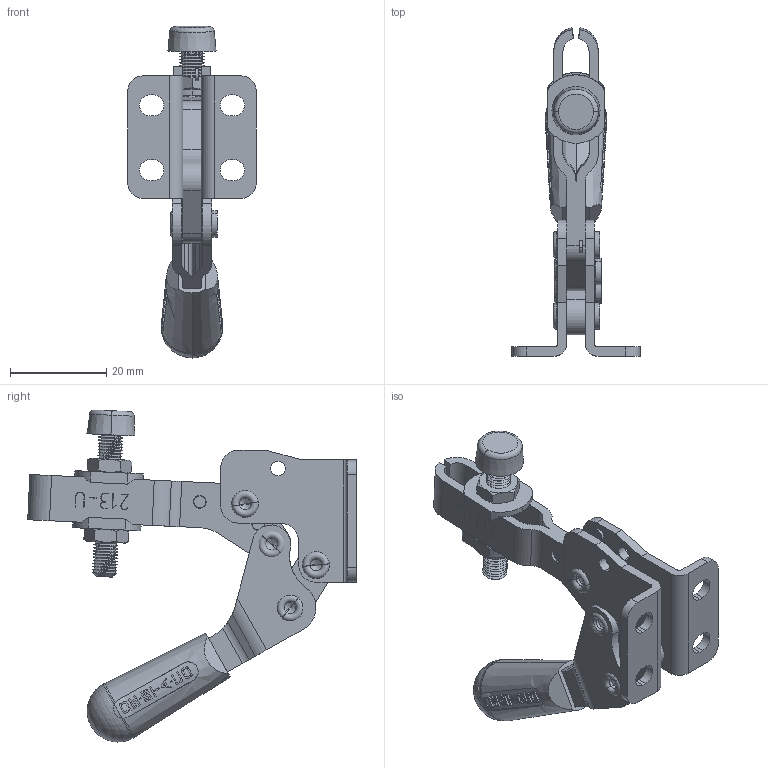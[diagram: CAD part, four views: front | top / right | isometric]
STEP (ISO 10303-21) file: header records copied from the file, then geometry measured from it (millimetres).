
FILE_DESCRIPTION((''),'2;1');
FILE_NAME('001_DESTACO_205_ASM','2020-05-12T',('SYSTEM'),(''),'PRO/ENGINEER BY PARAMETRIC TECHNOLOGY CORPORATION, 2016360','PRO/ENGINEER BY PARAMETRIC TECHNOLOGY CORPORATION, 2016360','');
FILE_SCHEMA(('AUTOMOTIVE_DESIGN { 1 0 10303 214 1 1 1 1 }'));
Length unit declared in the file: millimetre
Products named in the file (9): 213-FLANGE_BODY; 213_U_LOCK_NUT_CLAMP; 213_U_L_COVER_CLAMP; 213_INNER_SIDE; 213_HANDLE; 213-U_LOCK_NUT; 213_SPINDLE; 213-U_LOCK_NUT__ASM; 001_DESTACO_205_ASM
Assembly tree (8 placements, depth 3):
  001_DESTACO_205_ASM
    213-FLANGE_BODY
    213_U_LOCK_NUT_CLAMP
    213_U_L_COVER_CLAMP
    213_INNER_SIDE
    213_HANDLE
    213-U_LOCK_NUT__ASM
      213-U_LOCK_NUT
      213_SPINDLE
Bounding box: 26.67 x 68.22 x 68.94 mm (x, y, z)
Volume: 12522.6 mm3; surface area: 13896.3 mm2
Topology: 11 solids, 12 shells, 1050 faces, 2570 edges, 1599 vertices
Faces by surface type: plane 400, cylinder 284, cone 258, extrusion 76, torus 24, sphere 8
Entity records: 42797 total; most frequent: CARTESIAN_POINT 9994, ORIENTED_EDGE 5104, DIRECTION 4950, PRESENTATION_STYLE_ASSIGNMENT 2571, STYLED_ITEM 2563, CURVE_STYLE 2552, EDGE_CURVE 2552, AXIS2_PLACEMENT_3D 1818
